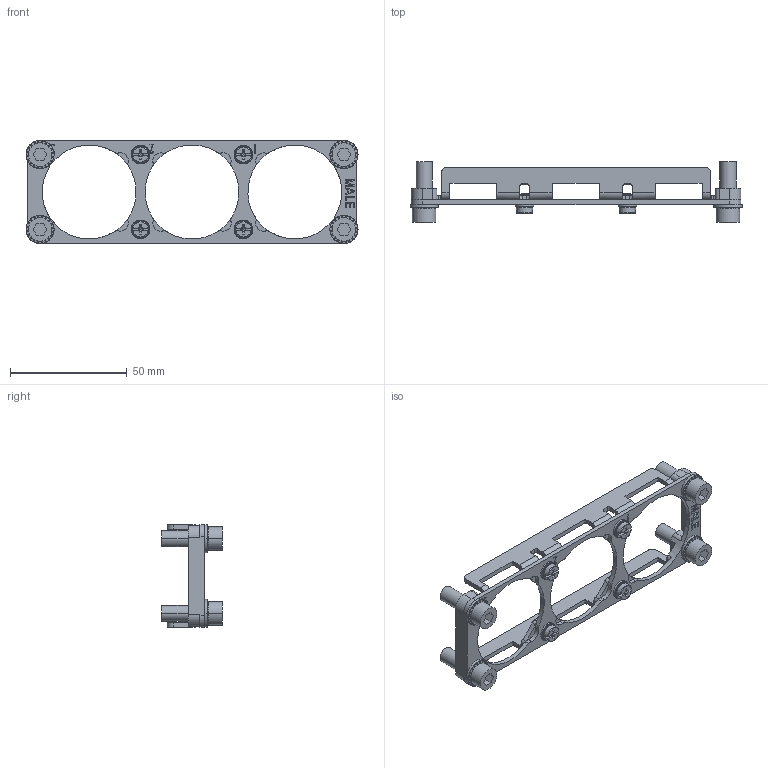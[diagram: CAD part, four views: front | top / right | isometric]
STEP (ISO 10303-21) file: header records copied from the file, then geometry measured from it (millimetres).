
FILE_DESCRIPTION((''),'2;1');
FILE_NAME('MANIFOLD_SOLID_BREP_137923','2017-10-27T',('wl.kang'),(''),'PRO/ENGINEER BY PARAMETRIC TECHNOLOGY CORPORATION, 2012480','PRO/ENGINEER BY PARAMETRIC TECHNOLOGY CORPORATION, 2012480','');
FILE_SCHEMA(('AUTOMOTIVE_DESIGN { 1 0 10303 214 1 1 1 1 }'));
Products named in the file (1): MANIFOLD_SOLID_BREP_137923
Bounding box: 142 x 26 x 44 mm (x, y, z)
Volume: 17893.2 mm3; surface area: 17651.6 mm2
Topology: 1 solids, 1 shells, 1965 faces, 5392 edges, 3455 vertices
Faces by surface type: bspline 1160, plane 328, cylinder 253, cone 192, torus 16, extrusion 16
Entity records: 160738 total; most frequent: CARTESIAN_POINT 106094, ORIENTED_EDGE 10784, EDGE_CURVE 5392, DIRECTION 4847, VERTEX_POINT 3455, B_SPLINE_CURVE_WITH_KNOTS 3056, EDGE_LOOP 2017, FACE_OUTER_BOUND 1965
